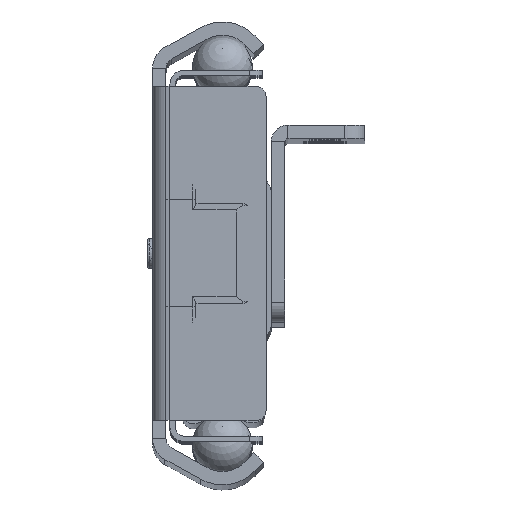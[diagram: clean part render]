
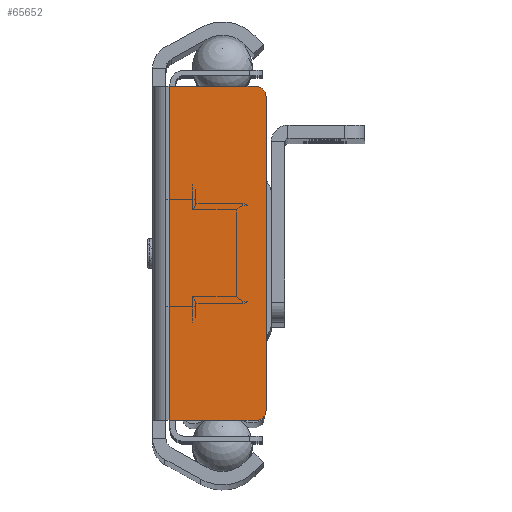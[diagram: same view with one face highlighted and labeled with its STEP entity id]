
A CAD part, top view. The second image highlights one B-rep face of the part: STEP entity #65652.
In plain terms, the highlighted planar face has unit normal (0, 0, 1).
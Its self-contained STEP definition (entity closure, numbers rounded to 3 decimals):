
#1694=PLANE('',#69595);
#4919=FACE_OUTER_BOUND('',#8287,.T.);
#8287=EDGE_LOOP('',(#44464,#44465,#44466,#44467,#44468,#44469));
#11978=LINE('',#98883,#17452);
#11984=LINE('',#98899,#17458);
#12005=LINE('',#98953,#17479);
#12006=LINE('',#98957,#17480);
#17452=VECTOR('',#77835,10.);
#17458=VECTOR('',#77851,10.);
#17479=VECTOR('',#77896,10.);
#17480=VECTOR('',#77903,1.38);
#22887=CIRCLE('',#69568,1.5);
#22890=CIRCLE('',#69574,1.5);
#26644=VERTEX_POINT('',#98870);
#26645=VERTEX_POINT('',#98871);
#26649=VERTEX_POINT('',#98881);
#26653=VERTEX_POINT('',#98893);
#26654=VERTEX_POINT('',#98897);
#26675=VERTEX_POINT('',#98952);
#33606=EDGE_CURVE('',#26644,#26645,#22887,.T.);
#33612=EDGE_CURVE('',#26649,#26644,#11978,.T.);
#33617=EDGE_CURVE('',#26653,#26649,#22890,.T.);
#33620=EDGE_CURVE('',#26654,#26653,#11984,.T.);
#33645=EDGE_CURVE('',#26654,#26675,#12005,.T.);
#33648=EDGE_CURVE('',#26645,#26675,#12006,.T.);
#44464=ORIENTED_EDGE('',*,*,#33606,.F.);
#44465=ORIENTED_EDGE('',*,*,#33612,.F.);
#44466=ORIENTED_EDGE('',*,*,#33617,.F.);
#44467=ORIENTED_EDGE('',*,*,#33620,.F.);
#44468=ORIENTED_EDGE('',*,*,#33645,.T.);
#44469=ORIENTED_EDGE('',*,*,#33648,.F.);
#65652=ADVANCED_FACE('',(#4919),#1694,.F.);
#69568=AXIS2_PLACEMENT_3D('',#98872,#77825,#77826);
#69574=AXIS2_PLACEMENT_3D('',#98894,#77845,#77846);
#69595=AXIS2_PLACEMENT_3D('',#98967,#77915,#77916);
#77825=DIRECTION('center_axis',(0.,0.,
-1.));
#77826=DIRECTION('ref_axis',(0.707,-0.707,0.));
#77835=DIRECTION('',(0.,-1.,0.));
#77845=DIRECTION('center_axis',(0.,0.,
-1.));
#77846=DIRECTION('ref_axis',(0.707,0.707,0.));
#77851=DIRECTION('',(1.,0.,0.));
#77896=DIRECTION('',(0.,-1.,0.));
#77903=DIRECTION('',(-1.,0.,0.));
#77915=DIRECTION('center_axis',(0.,0.,
-1.));
#77916=DIRECTION('ref_axis',(0.,1.,0.));
#98870=CARTESIAN_POINT('',(6.55,-23.5,450.));
#98871=CARTESIAN_POINT('',(5.05,-25.,450.));
#98872=CARTESIAN_POINT('Origin',(5.05,-23.5,450.));
#98881=CARTESIAN_POINT('',(6.55,23.5,450.));
#98883=CARTESIAN_POINT('',(6.55,25.,450.));
#98893=CARTESIAN_POINT('',(5.05,25.,450.));
#98894=CARTESIAN_POINT('Origin',(5.05,23.5,450.));
#98897=CARTESIAN_POINT('',(-7.95,25.,450.));
#98899=CARTESIAN_POINT('',(-7.95,25.,450.));
#98952=CARTESIAN_POINT('',(-7.95,-25.,450.));
#98953=CARTESIAN_POINT('',(-7.95,0.,450.));
#98957=CARTESIAN_POINT('',(-12.286,-25.,450.));
#98967=CARTESIAN_POINT('Origin',(-7.95,-25.,450.));
